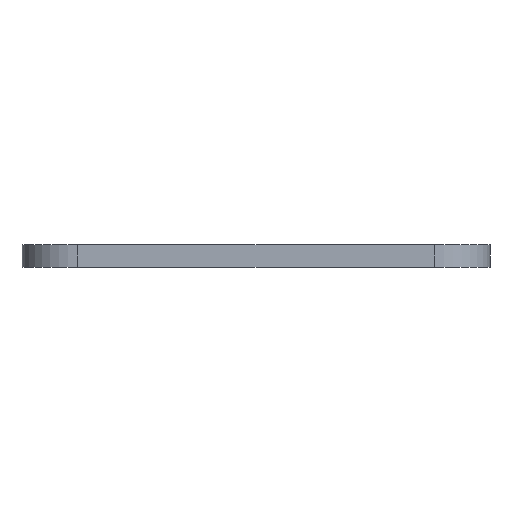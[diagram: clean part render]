
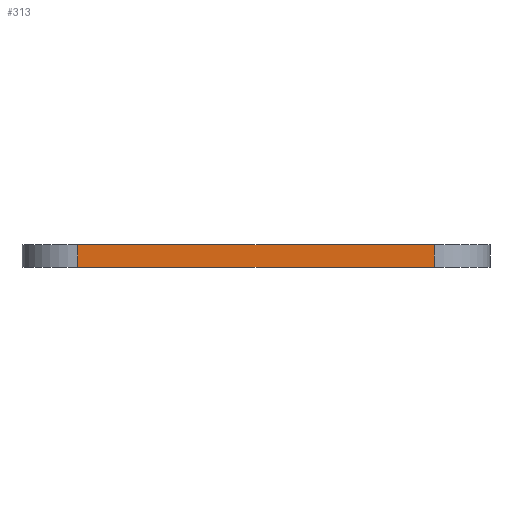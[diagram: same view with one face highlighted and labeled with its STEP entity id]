
A CAD part, left-side view. The second image highlights one B-rep face of the part: STEP entity #313.
In plain terms, the highlighted planar face has unit normal (-1, 0, 0).
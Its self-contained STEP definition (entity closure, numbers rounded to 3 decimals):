
#1 = ORIENTED_EDGE ( 'NONE', *, *, #182, .T. ) ;
#8 = EDGE_CURVE ( 'NONE', #129, #387, #341, .T. ) ;
#50 = DIRECTION ( 'NONE',  ( 0., -1., 0. ) ) ;
#53 = ORIENTED_EDGE ( 'NONE', *, *, #267, .F. ) ;
#104 = CARTESIAN_POINT ( 'NONE',  ( 0., 37., 2. ) ) ;
#129 = VERTEX_POINT ( 'NONE', #581 ) ;
#152 = CARTESIAN_POINT ( 'NONE',  ( 0., 0., 0. ) ) ;
#154 = VECTOR ( 'NONE', #610, 1000. ) ;
#166 = ORIENTED_EDGE ( 'NONE', *, *, #8, .T. ) ;
#176 = FACE_OUTER_BOUND ( 'NONE', #643, .T. ) ;
#182 = EDGE_CURVE ( 'NONE', #672, #207, #488, .T. ) ;
#183 = ORIENTED_EDGE ( 'NONE', *, *, #503, .T. ) ;
#186 = DIRECTION ( 'NONE',  ( 0., 0., 1. ) ) ;
#187 = DIRECTION ( 'NONE',  ( 0., 0., -1. ) ) ;
#191 = VECTOR ( 'NONE', #186, 1000. ) ;
#204 = VECTOR ( 'NONE', #50, 1000. ) ;
#207 = VERTEX_POINT ( 'NONE', #336 ) ;
#224 = LINE ( 'NONE', #152, #204 ) ;
#241 = DIRECTION ( 'NONE',  ( 0., -1., 0. ) ) ;
#267 = EDGE_CURVE ( 'NONE', #672, #387, #350, .T. ) ;
#298 = AXIS2_PLACEMENT_3D ( 'NONE', #519, #565, #187 ) ;
#313 = ADVANCED_FACE ( 'NONE', ( #176 ), #683, .F. ) ;
#336 = CARTESIAN_POINT ( 'NONE',  ( 0., 37., 0. ) ) ;
#338 = CARTESIAN_POINT ( 'NONE',  ( 0., 37., 2. ) ) ;
#341 = LINE ( 'NONE', #681, #191 ) ;
#346 = CARTESIAN_POINT ( 'NONE',  ( 0., 0., 2. ) ) ;
#350 = LINE ( 'NONE', #346, #677 ) ;
#387 = VERTEX_POINT ( 'NONE', #645 ) ;
#488 = LINE ( 'NONE', #104, #154 ) ;
#503 = EDGE_CURVE ( 'NONE', #207, #129, #224, .T. ) ;
#519 = CARTESIAN_POINT ( 'NONE',  ( 0., 0., 2. ) ) ;
#565 = DIRECTION ( 'NONE',  ( 1., 0., 0. ) ) ;
#581 = CARTESIAN_POINT ( 'NONE',  ( 0., 5., 0. ) ) ;
#610 = DIRECTION ( 'NONE',  ( 0., 0., -1. ) ) ;
#643 = EDGE_LOOP ( 'NONE', ( #183, #166, #53, #1 ) ) ;
#645 = CARTESIAN_POINT ( 'NONE',  ( 0., 5., 2. ) ) ;
#672 = VERTEX_POINT ( 'NONE', #338 ) ;
#677 = VECTOR ( 'NONE', #241, 1000. ) ;
#681 = CARTESIAN_POINT ( 'NONE',  ( 0., 5., 2. ) ) ;
#683 = PLANE ( 'NONE',  #298 ) ;
